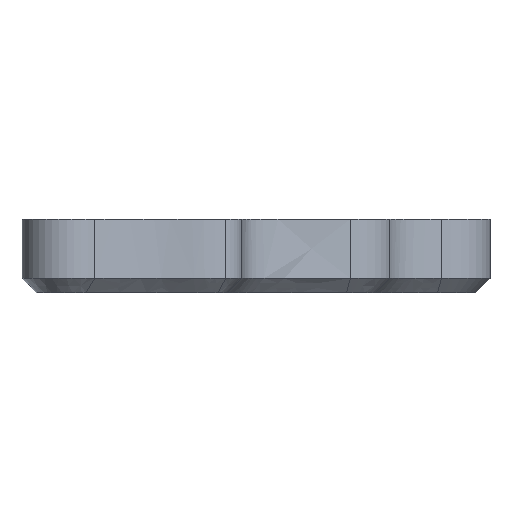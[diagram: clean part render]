
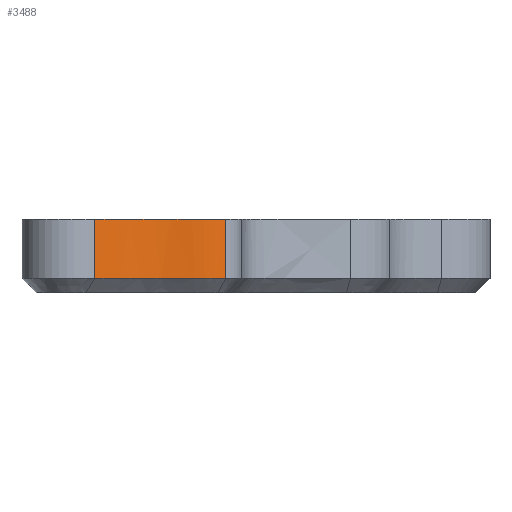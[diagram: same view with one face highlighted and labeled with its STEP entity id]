
A CAD part, left-side view. The second image highlights one B-rep face of the part: STEP entity #3488.
In plain terms, the highlighted free-form (B-spline) face has degree [5, 1] with [20, 2] control points.
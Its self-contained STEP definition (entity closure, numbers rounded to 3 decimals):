
#21=(
BOUNDED_CURVE()
B_SPLINE_CURVE(5,(#14164,#14165,#14166,#14167,#14168,#14169,#14170,#14171,
#14172,#14173),.UNSPECIFIED.,.F.,.F.)
B_SPLINE_CURVE_WITH_KNOTS((6,1,1,1,1,6),(0.,0.2,0.4,0.6,0.8,1.),
 .UNSPECIFIED.)
CURVE()
GEOMETRIC_REPRESENTATION_ITEM()
RATIONAL_B_SPLINE_CURVE((1.,1.,1.,1.,1.,1.,1.,1.,1.,1.))
REPRESENTATION_ITEM('')
);
#29=(
BOUNDED_SURFACE()
B_SPLINE_SURFACE(5,1,((#14122,#14123),(#14124,#14125),(#14126,#14127),(#14128,
#14129),(#14130,#14131),(#14132,#14133),(#14134,#14135),(#14136,#14137),
(#14138,#14139),(#14140,#14141),(#14142,#14143),(#14144,#14145),(#14146,
#14147),(#14148,#14149),(#14150,#14151),(#14152,#14153),(#14154,#14155),
(#14156,#14157),(#14158,#14159),(#14160,#14161)),.UNSPECIFIED.,.F.,.F.,
 .F.)
B_SPLINE_SURFACE_WITH_KNOTS((6,5,1,1,1,1,5,6),(2,2),(-2.893,
0.,0.2,0.4,0.6,0.8,1.,1.103),(0.,2.768),
 .UNSPECIFIED.)
GEOMETRIC_REPRESENTATION_ITEM()
RATIONAL_B_SPLINE_SURFACE(((1.,1.),(1.,1.),(1.,1.),(1.,1.),(1.,1.),(1.,
1.),(1.,1.),(1.,1.),(1.,1.),(1.,1.),(1.,1.),(1.,1.),(1.,1.),(1.,1.),(1.,
1.),(1.,1.),(1.,1.),(1.,1.),(1.,1.),(1.,1.)))
REPRESENTATION_ITEM('')
SURFACE()
);
#302=FACE_OUTER_BOUND('',#512,.T.);
#512=EDGE_LOOP('',(#2994,#2995,#2996,#2997));
#941=B_SPLINE_CURVE_WITH_KNOTS('',3,(#13983,#13984,#13985,#13986,#13987,
#13988,#13989,#13990,#13991,#13992,#13993,#13994,#13995,#13996),
 .UNSPECIFIED.,.F.,.F.,(4,1,1,1,1,1,1,1,1,1,1,4),(-8.684,-8.374,
-8.064,-7.754,-7.444,-6.203,
-4.963,-4.342,-3.722,-2.481,
-1.241,0.),.UNSPECIFIED.);
#1070=LINE('',#14120,#1218);
#1071=LINE('',#14163,#1219);
#1218=VECTOR('',#4332,10.);
#1219=VECTOR('',#4335,10.);
#1538=VERTEX_POINT('',#13752);
#1544=VERTEX_POINT('',#13893);
#1552=VERTEX_POINT('',#14119);
#1553=VERTEX_POINT('',#14162);
#2049=EDGE_CURVE('',#1544,#1538,#941,.T.);
#2063=EDGE_CURVE('',#1552,#1538,#1070,.T.);
#2065=EDGE_CURVE('',#1553,#1544,#1071,.T.);
#2066=EDGE_CURVE('',#1553,#1552,#21,.T.);
#2994=ORIENTED_EDGE('',*,*,#2049,.F.);
#2995=ORIENTED_EDGE('',*,*,#2065,.F.);
#2996=ORIENTED_EDGE('',*,*,#2066,.T.);
#2997=ORIENTED_EDGE('',*,*,#2063,.T.);
#3488=ADVANCED_FACE('',(#302),#29,.T.);
#4332=DIRECTION('',(0.,0.,-1.));
#4335=DIRECTION('',(0.,0.,-1.));
#13752=CARTESIAN_POINT('',(-105.457,45.656,-20.4));
#13893=CARTESIAN_POINT('',(-90.42,0.457,-20.4));
#13983=CARTESIAN_POINT('Ctrl Pts',(-90.42,0.457,
-20.4));
#13984=CARTESIAN_POINT('Ctrl Pts',(-90.764,1.028,-20.4));
#13985=CARTESIAN_POINT('Ctrl Pts',(-91.26,1.938,-20.4));
#13986=CARTESIAN_POINT('Ctrl Pts',(-91.757,2.949,-20.4));
#13987=CARTESIAN_POINT('Ctrl Pts',(-92.313,4.255,-20.4));
#13988=CARTESIAN_POINT('Ctrl Pts',(-93.225,6.854,-20.4));
#13989=CARTESIAN_POINT('Ctrl Pts',(-93.939,10.611,-20.4));
#13990=CARTESIAN_POINT('Ctrl Pts',(-94.264,14.971,-20.4));
#13991=CARTESIAN_POINT('Ctrl Pts',(-94.653,18.756,-20.4));
#13992=CARTESIAN_POINT('Ctrl Pts',(-95.277,22.842,-20.4));
#13993=CARTESIAN_POINT('Ctrl Pts',(-96.655,28.254,-20.4));
#13994=CARTESIAN_POINT('Ctrl Pts',(-99.803,35.891,-20.4));
#13995=CARTESIAN_POINT('Ctrl Pts',(-103.28,42.141,-20.4));
#13996=CARTESIAN_POINT('Ctrl Pts',(-105.457,45.656,-20.4));
#14119=CARTESIAN_POINT('',(-105.457,45.656,0.));
#14120=CARTESIAN_POINT('',(-105.457,45.656,0.));
#14122=CARTESIAN_POINT('Ctrl Pts',(-32.311,-95.837,0.));
#14123=CARTESIAN_POINT('Ctrl Pts',(-32.311,-95.837,-27.681));
#14124=CARTESIAN_POINT('Ctrl Pts',(-43.933,-76.578,
0.));
#14125=CARTESIAN_POINT('Ctrl Pts',(-43.933,-76.578,
-27.681));
#14126=CARTESIAN_POINT('Ctrl Pts',(-55.554,-57.319,
0.));
#14127=CARTESIAN_POINT('Ctrl Pts',(-55.554,-57.319,
-27.681));
#14128=CARTESIAN_POINT('Ctrl Pts',(-67.176,-38.061,
0.));
#14129=CARTESIAN_POINT('Ctrl Pts',(-67.176,-38.061,
-27.681));
#14130=CARTESIAN_POINT('Ctrl Pts',(-78.798,-18.802,0.));
#14131=CARTESIAN_POINT('Ctrl Pts',(-78.798,-18.802,-27.681));
#14132=CARTESIAN_POINT('Ctrl Pts',(-90.42,0.457,
0.));
#14133=CARTESIAN_POINT('Ctrl Pts',(-90.42,0.457,
-27.681));
#14134=CARTESIAN_POINT('Ctrl Pts',(-91.223,1.788,0.));
#14135=CARTESIAN_POINT('Ctrl Pts',(-91.223,1.788,-27.681));
#14136=CARTESIAN_POINT('Ctrl Pts',(-92.566,4.439,0.));
#14137=CARTESIAN_POINT('Ctrl Pts',(-92.566,4.439,-27.681));
#14138=CARTESIAN_POINT('Ctrl Pts',(-93.788,8.378,0.));
#14139=CARTESIAN_POINT('Ctrl Pts',(-93.788,8.378,-27.681));
#14140=CARTESIAN_POINT('Ctrl Pts',(-94.22,13.692,0.));
#14141=CARTESIAN_POINT('Ctrl Pts',(-94.22,13.692,-27.681));
#14142=CARTESIAN_POINT('Ctrl Pts',(-94.63,21.285,0.));
#14143=CARTESIAN_POINT('Ctrl Pts',(-94.63,21.285,-27.681));
#14144=CARTESIAN_POINT('Ctrl Pts',(-96.655,29.123,0.));
#14145=CARTESIAN_POINT('Ctrl Pts',(-96.655,29.123,-27.681));
#14146=CARTESIAN_POINT('Ctrl Pts',(-100.135,36.64,0.));
#14147=CARTESIAN_POINT('Ctrl Pts',(-100.135,36.64,-27.681));
#14148=CARTESIAN_POINT('Ctrl Pts',(-103.507,42.508,0.));
#14149=CARTESIAN_POINT('Ctrl Pts',(-103.507,42.508,-27.681));
#14150=CARTESIAN_POINT('Ctrl Pts',(-105.457,45.656,0.));
#14151=CARTESIAN_POINT('Ctrl Pts',(-105.457,45.656,-27.681));
#14152=CARTESIAN_POINT('Ctrl Pts',(-106.46,47.276,0.));
#14153=CARTESIAN_POINT('Ctrl Pts',(-106.46,47.276,-27.681));
#14154=CARTESIAN_POINT('Ctrl Pts',(-107.464,48.896,0.));
#14155=CARTESIAN_POINT('Ctrl Pts',(-107.464,48.896,-27.681));
#14156=CARTESIAN_POINT('Ctrl Pts',(-108.467,50.516,0.));
#14157=CARTESIAN_POINT('Ctrl Pts',(-108.467,50.516,-27.681));
#14158=CARTESIAN_POINT('Ctrl Pts',(-109.47,52.136,0.));
#14159=CARTESIAN_POINT('Ctrl Pts',(-109.47,52.136,-27.681));
#14160=CARTESIAN_POINT('Ctrl Pts',(-110.473,53.756,0.));
#14161=CARTESIAN_POINT('Ctrl Pts',(-110.473,53.756,-27.681));
#14162=CARTESIAN_POINT('',(-90.42,0.457,0.));
#14163=CARTESIAN_POINT('',(-90.42,0.457,0.));
#14164=CARTESIAN_POINT('Ctrl Pts',(-90.42,0.457,
0.));
#14165=CARTESIAN_POINT('Ctrl Pts',(-91.223,1.788,0.));
#14166=CARTESIAN_POINT('Ctrl Pts',(-92.566,4.439,0.));
#14167=CARTESIAN_POINT('Ctrl Pts',(-93.788,8.378,0.));
#14168=CARTESIAN_POINT('Ctrl Pts',(-94.22,13.692,0.));
#14169=CARTESIAN_POINT('Ctrl Pts',(-94.63,21.285,0.));
#14170=CARTESIAN_POINT('Ctrl Pts',(-96.655,29.123,0.));
#14171=CARTESIAN_POINT('Ctrl Pts',(-100.135,36.64,0.));
#14172=CARTESIAN_POINT('Ctrl Pts',(-103.507,42.508,0.));
#14173=CARTESIAN_POINT('Ctrl Pts',(-105.457,45.656,0.));
